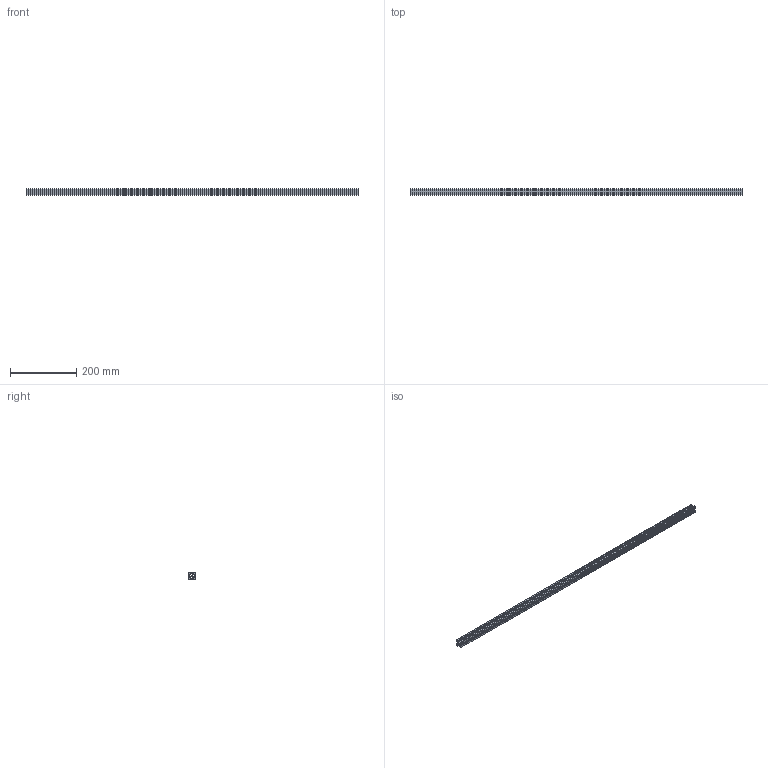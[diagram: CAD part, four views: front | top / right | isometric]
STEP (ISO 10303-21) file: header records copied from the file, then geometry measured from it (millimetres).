
FILE_DESCRIPTION(('STEP AP214'),'1');
FILE_NAME('cctmp_77D04A48-1DBA-4A4F-9733-5D46D12D3375_2020_1_20_9_5_57_321..stp','2020-01-20T08:05:57',('Bosch Rexroth AG'),('CADClick - www.CADClick.com'),'Spatial InterOp 3D',' ','unknown authorization - (Healing Option Enabled)');
FILE_SCHEMA(('AUTOMOTIVE_DESIGN'));
Length unit declared in the file: millimetre
Products named in the file (1): 2020_01_20__09-05-57-321
Bounding box: 1000 x 20 x 20 mm (x, y, z)
Volume: 165619.1 mm3; surface area: 181347.4 mm2
Topology: 1 solids, 1 shells, 82 faces, 240 edges, 160 vertices
Faces by surface type: plane 74, cylinder 8
Entity records: 3364 total; most frequent: CARTESIAN_POINT 483, ORIENTED_EDGE 480, DIRECTION 422, EDGE_CURVE 240, LINE 224, VECTOR 224, VERTEX_POINT 160, AXIS2_PLACEMENT_3D 99
